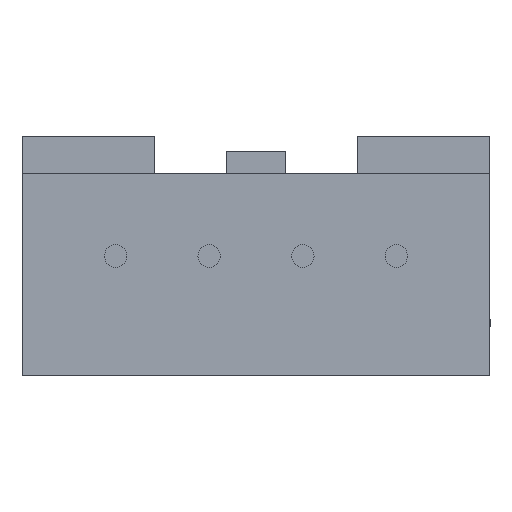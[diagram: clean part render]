
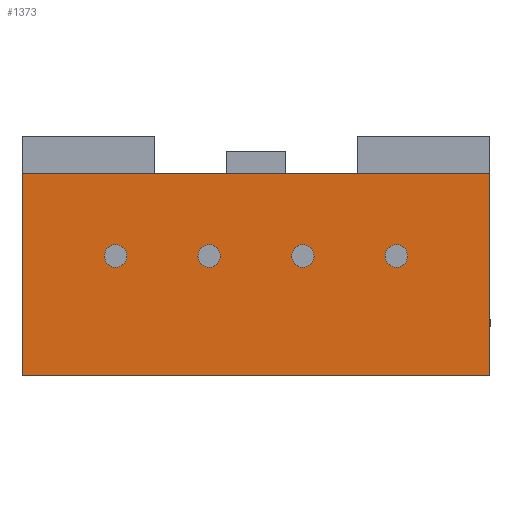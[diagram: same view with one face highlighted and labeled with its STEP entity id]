
A CAD part, front view. The second image highlights one B-rep face of the part: STEP entity #1373.
In plain terms, the highlighted planar face has unit normal (0, -1, 0).
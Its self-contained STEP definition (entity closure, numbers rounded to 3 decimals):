
#17 = LINE ( 'NONE', #801, #183 ) ;
#22 = AXIS2_PLACEMENT_3D ( 'NONE', #1828, #1034, #1815 ) ;
#41 = VECTOR ( 'NONE', #1622, 1000. ) ;
#44 = CARTESIAN_POINT ( 'NONE',  ( -3.75, 0., -0.3 ) ) ;
#81 = FACE_BOUND ( 'NONE', #1399, .T. ) ;
#88 = CIRCLE ( 'NONE', #1783, 0.3 ) ;
#164 = VERTEX_POINT ( 'NONE', #1903 ) ;
#166 = DIRECTION ( 'NONE',  ( 0., -1., 0. ) ) ;
#174 = AXIS2_PLACEMENT_3D ( 'NONE', #731, #222, #1843 ) ;
#183 = VECTOR ( 'NONE', #1128, 1000. ) ;
#210 = VECTOR ( 'NONE', #1023, 1000. ) ;
#218 = LINE ( 'NONE', #1133, #41 ) ;
#222 = DIRECTION ( 'NONE',  ( 0., -1., 0. ) ) ;
#248 = CIRCLE ( 'NONE', #174, 0.3 ) ;
#273 = EDGE_CURVE ( 'NONE', #1730, #1204, #218, .T. ) ;
#275 = CARTESIAN_POINT ( 'NONE',  ( 1.25, 0., 0.3 ) ) ;
#303 = ORIENTED_EDGE ( 'NONE', *, *, #1305, .F. ) ;
#311 = EDGE_CURVE ( 'NONE', #936, #911, #1479, .T. ) ;
#312 = ORIENTED_EDGE ( 'NONE', *, *, #311, .F. ) ;
#338 = DIRECTION ( 'NONE',  ( 0., 0., -1. ) ) ;
#479 = CARTESIAN_POINT ( 'NONE',  ( 3.75, 0., 0.3 ) ) ;
#505 = EDGE_CURVE ( 'NONE', #1730, #1526, #17, .T. ) ;
#511 = VERTEX_POINT ( 'NONE', #1175 ) ;
#527 = DIRECTION ( 'NONE',  ( 0., -1., 0. ) ) ;
#530 = VECTOR ( 'NONE', #1496, 1000. ) ;
#542 = EDGE_CURVE ( 'NONE', #911, #936, #1130, .T. ) ;
#546 = ORIENTED_EDGE ( 'NONE', *, *, #1118, .F. ) ;
#581 = DIRECTION ( 'NONE',  ( 0., 0., -1. ) ) ;
#611 = CARTESIAN_POINT ( 'NONE',  ( 1.25, 0., -0.3 ) ) ;
#622 = ORIENTED_EDGE ( 'NONE', *, *, #660, .T. ) ;
#660 = EDGE_CURVE ( 'NONE', #1526, #757, #1811, .T. ) ;
#667 = DIRECTION ( 'NONE',  ( 0., -1., 0. ) ) ;
#675 = CARTESIAN_POINT ( 'NONE',  ( -6.25, 0., 2.2 ) ) ;
#731 = CARTESIAN_POINT ( 'NONE',  ( -1.25, 0., 0. ) ) ;
#751 = PLANE ( 'NONE',  #887 ) ;
#757 = VERTEX_POINT ( 'NONE', #807 ) ;
#760 = CARTESIAN_POINT ( 'NONE',  ( -6.25, 0., -3.2 ) ) ;
#792 = AXIS2_PLACEMENT_3D ( 'NONE', #1629, #1640, #1445 ) ;
#801 = CARTESIAN_POINT ( 'NONE',  ( -6.25, 0., -3.2 ) ) ;
#807 = CARTESIAN_POINT ( 'NONE',  ( 6.25, 0., 2.2 ) ) ;
#813 = DIRECTION ( 'NONE',  ( 0., 0., -1. ) ) ;
#847 = LINE ( 'NONE', #1200, #210 ) ;
#854 = CIRCLE ( 'NONE', #2026, 0.3 ) ;
#887 = AXIS2_PLACEMENT_3D ( 'NONE', #1660, #1219, #897 ) ;
#897 = DIRECTION ( 'NONE',  ( 0., 0., 1. ) ) ;
#898 = ORIENTED_EDGE ( 'NONE', *, *, #505, .T. ) ;
#911 = VERTEX_POINT ( 'NONE', #1798 ) ;
#936 = VERTEX_POINT ( 'NONE', #479 ) ;
#973 = EDGE_CURVE ( 'NONE', #164, #1246, #1117, .T. ) ;
#974 = CARTESIAN_POINT ( 'NONE',  ( -3.75, 0., 0. ) ) ;
#992 = DIRECTION ( 'NONE',  ( 0., -1., 0. ) ) ;
#1008 = EDGE_LOOP ( 'NONE', ( #1447, #2036 ) ) ;
#1019 = CARTESIAN_POINT ( 'NONE',  ( 1.25, 0., 0. ) ) ;
#1023 = DIRECTION ( 'NONE',  ( 1., 0., 0. ) ) ;
#1034 = DIRECTION ( 'NONE',  ( 0., -1., 0. ) ) ;
#1042 = VERTEX_POINT ( 'NONE', #275 ) ;
#1117 = CIRCLE ( 'NONE', #1917, 0.3 ) ;
#1118 = EDGE_CURVE ( 'NONE', #1204, #757, #847, .T. ) ;
#1128 = DIRECTION ( 'NONE',  ( 1., 0., 0. ) ) ;
#1130 = CIRCLE ( 'NONE', #792, 0.3 ) ;
#1133 = CARTESIAN_POINT ( 'NONE',  ( -6.25, 0., 3.2 ) ) ;
#1147 = EDGE_CURVE ( 'NONE', #1763, #1042, #1389, .T. ) ;
#1155 = CARTESIAN_POINT ( 'NONE',  ( 3.75, 0., 0. ) ) ;
#1156 = CIRCLE ( 'NONE', #1528, 0.3 ) ;
#1175 = CARTESIAN_POINT ( 'NONE',  ( -1.25, 0., 0.3 ) ) ;
#1200 = CARTESIAN_POINT ( 'NONE',  ( -6.25, 0., 2.2 ) ) ;
#1204 = VERTEX_POINT ( 'NONE', #675 ) ;
#1210 = DIRECTION ( 'NONE',  ( 0., -1., 0. ) ) ;
#1211 = VERTEX_POINT ( 'NONE', #1345 ) ;
#1219 = DIRECTION ( 'NONE',  ( 0., 1., 0. ) ) ;
#1246 = VERTEX_POINT ( 'NONE', #44 ) ;
#1257 = ORIENTED_EDGE ( 'NONE', *, *, #973, .F. ) ;
#1305 = EDGE_CURVE ( 'NONE', #1246, #164, #1156, .T. ) ;
#1316 = EDGE_LOOP ( 'NONE', ( #303, #1257 ) ) ;
#1334 = CARTESIAN_POINT ( 'NONE',  ( -1.25, 0., 0. ) ) ;
#1345 = CARTESIAN_POINT ( 'NONE',  ( -1.25, 0., -0.3 ) ) ;
#1346 = EDGE_CURVE ( 'NONE', #1042, #1763, #88, .T. ) ;
#1364 = ORIENTED_EDGE ( 'NONE', *, *, #1147, .F. ) ;
#1368 = DIRECTION ( 'NONE',  ( 0., 0., -1. ) ) ;
#1373 = ADVANCED_FACE ( 'NONE', ( #1670, #1680, #1987, #81, #1506 ), #751, .F. ) ;
#1389 = CIRCLE ( 'NONE', #22, 0.3 ) ;
#1394 = EDGE_CURVE ( 'NONE', #511, #1211, #248, .T. ) ;
#1396 = ORIENTED_EDGE ( 'NONE', *, *, #1346, .F. ) ;
#1399 = EDGE_LOOP ( 'NONE', ( #1661, #312 ) ) ;
#1432 = EDGE_LOOP ( 'NONE', ( #546, #1781, #898, #622 ) ) ;
#1445 = DIRECTION ( 'NONE',  ( 0., 0., -1. ) ) ;
#1447 = ORIENTED_EDGE ( 'NONE', *, *, #1592, .F. ) ;
#1479 = CIRCLE ( 'NONE', #1801, 0.3 ) ;
#1496 = DIRECTION ( 'NONE',  ( 0., 0., 1. ) ) ;
#1506 = FACE_BOUND ( 'NONE', #1008, .T. ) ;
#1519 = CARTESIAN_POINT ( 'NONE',  ( 6.25, 0., 3.2 ) ) ;
#1526 = VERTEX_POINT ( 'NONE', #1876 ) ;
#1528 = AXIS2_PLACEMENT_3D ( 'NONE', #974, #667, #1964 ) ;
#1592 = EDGE_CURVE ( 'NONE', #1211, #511, #854, .T. ) ;
#1622 = DIRECTION ( 'NONE',  ( 0., 0., 1. ) ) ;
#1629 = CARTESIAN_POINT ( 'NONE',  ( 3.75, 0., 0. ) ) ;
#1640 = DIRECTION ( 'NONE',  ( 0., -1., 0. ) ) ;
#1660 = CARTESIAN_POINT ( 'NONE',  ( -6.25, 0., 3.2 ) ) ;
#1661 = ORIENTED_EDGE ( 'NONE', *, *, #542, .F. ) ;
#1670 = FACE_BOUND ( 'NONE', #1316, .T. ) ;
#1680 = FACE_BOUND ( 'NONE', #1945, .T. ) ;
#1730 = VERTEX_POINT ( 'NONE', #760 ) ;
#1763 = VERTEX_POINT ( 'NONE', #611 ) ;
#1772 = CARTESIAN_POINT ( 'NONE',  ( -3.75, 0., 0. ) ) ;
#1781 = ORIENTED_EDGE ( 'NONE', *, *, #273, .F. ) ;
#1783 = AXIS2_PLACEMENT_3D ( 'NONE', #1019, #1210, #1368 ) ;
#1798 = CARTESIAN_POINT ( 'NONE',  ( 3.75, 0., -0.3 ) ) ;
#1801 = AXIS2_PLACEMENT_3D ( 'NONE', #1155, #992, #338 ) ;
#1811 = LINE ( 'NONE', #1519, #530 ) ;
#1815 = DIRECTION ( 'NONE',  ( 0., 0., -1. ) ) ;
#1828 = CARTESIAN_POINT ( 'NONE',  ( 1.25, 0., 0. ) ) ;
#1843 = DIRECTION ( 'NONE',  ( 0., 0., -1. ) ) ;
#1876 = CARTESIAN_POINT ( 'NONE',  ( 6.25, 0., -3.2 ) ) ;
#1903 = CARTESIAN_POINT ( 'NONE',  ( -3.75, 0., 0.3 ) ) ;
#1917 = AXIS2_PLACEMENT_3D ( 'NONE', #1772, #166, #813 ) ;
#1945 = EDGE_LOOP ( 'NONE', ( #1364, #1396 ) ) ;
#1964 = DIRECTION ( 'NONE',  ( 0., 0., -1. ) ) ;
#1987 = FACE_OUTER_BOUND ( 'NONE', #1432, .T. ) ;
#2026 = AXIS2_PLACEMENT_3D ( 'NONE', #1334, #527, #581 ) ;
#2036 = ORIENTED_EDGE ( 'NONE', *, *, #1394, .F. ) ;
